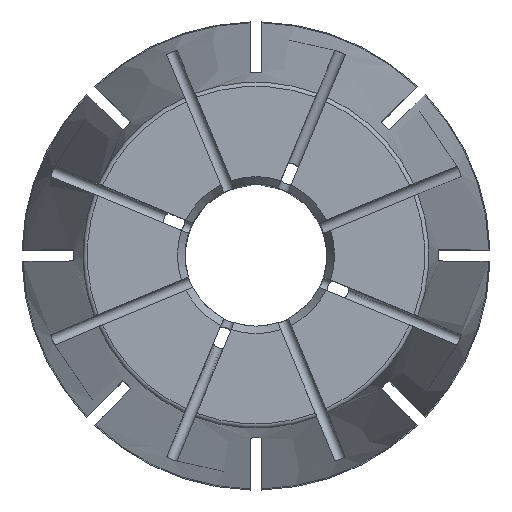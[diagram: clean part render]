
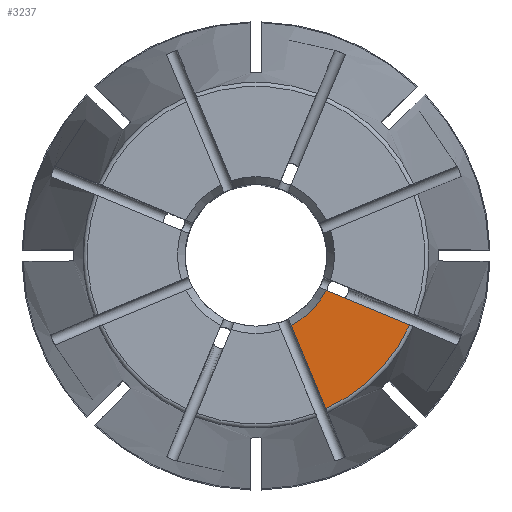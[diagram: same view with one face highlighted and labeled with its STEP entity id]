
A CAD part, top view. The second image highlights one B-rep face of the part: STEP entity #3237.
In plain terms, the highlighted planar face has unit normal (0, 0, 1).
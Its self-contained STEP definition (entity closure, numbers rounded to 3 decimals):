
#28=PLANE('',#3494);
#140=LINE('',#5423,#284);
#141=LINE('',#5425,#285);
#284=VECTOR('',#4013,1000.);
#285=VECTOR('',#4014,1000.);
#887=ORIENTED_EDGE('',*,*,#1914,.F.);
#888=ORIENTED_EDGE('',*,*,#1913,.F.);
#889=ORIENTED_EDGE('',*,*,#1915,.T.);
#890=ORIENTED_EDGE('',*,*,#1916,.T.);
#1913=EDGE_CURVE('',#2408,#2407,#2643,.T.);
#1914=EDGE_CURVE('',#2407,#2409,#140,.T.);
#1915=EDGE_CURVE('',#2408,#2410,#141,.T.);
#1916=EDGE_CURVE('',#2410,#2409,#2644,.T.);
#2407=VERTEX_POINT('',#5415);
#2408=VERTEX_POINT('',#5420);
#2409=VERTEX_POINT('',#5424);
#2410=VERTEX_POINT('',#5426);
#2643=CIRCLE('',#3493,5.535);
#2644=CIRCLE('',#3495,11.897);
#2796=EDGE_LOOP('',(#887,#888,#889,#890));
#2984=FACE_BOUND('',#2796,.T.);
#3237=ADVANCED_FACE('',(#2984),#28,.T.);
#3493=AXIS2_PLACEMENT_3D('',#5421,#4009,#4010);
#3494=AXIS2_PLACEMENT_3D('',#5422,#4011,#4012);
#3495=AXIS2_PLACEMENT_3D('',#5427,#4015,#4016);
#4009=DIRECTION('',(0.,0.,1.));
#4010=DIRECTION('',(1.,0.,0.));
#4011=DIRECTION('',(0.,0.,1.));
#4012=DIRECTION('',(1.,0.,0.));
#4013=DIRECTION('',(0.924,-0.383,0.));
#4014=DIRECTION('',(0.383,-0.924,0.));
#4015=DIRECTION('',(0.,0.,1.));
#4016=DIRECTION('',(1.,0.,0.));
#5415=CARTESIAN_POINT('',(4.947,-2.482,30.9));
#5420=CARTESIAN_POINT('',(2.482,-4.947,30.9));
#5421=CARTESIAN_POINT('',(0.,0.,30.9));
#5422=CARTESIAN_POINT('',(0.,0.,30.9));
#5423=CARTESIAN_POINT('',(-0.153,-0.37,30.9));
#5424=CARTESIAN_POINT('',(10.832,-4.92,30.9));
#5425=CARTESIAN_POINT('',(0.37,0.153,30.9));
#5426=CARTESIAN_POINT('',(4.92,-10.832,30.9));
#5427=CARTESIAN_POINT('',(0.,0.,30.9));
